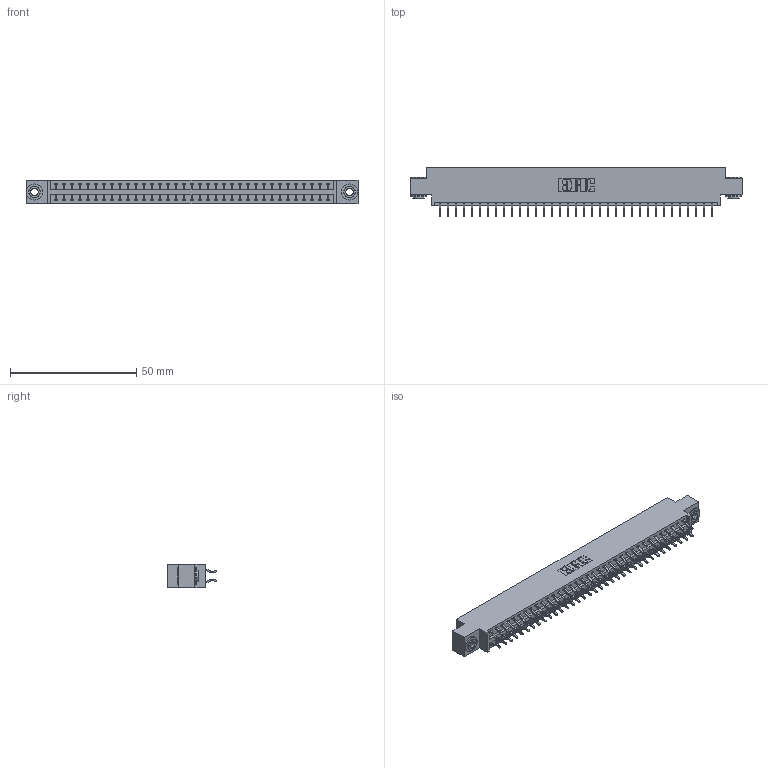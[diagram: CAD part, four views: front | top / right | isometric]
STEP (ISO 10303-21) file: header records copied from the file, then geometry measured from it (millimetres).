
FILE_DESCRIPTION (( 'STEP AP203' ), '1' );
FILE_NAME ('346-070-556-803.STEP', '2022-05-24T22:09:35', ( '' ), ( '' ), 'SwSTEP 2.0', 'SolidWorks 2020', '' );
FILE_SCHEMA (( 'CONFIG_CONTROL_DESIGN' ));
Length unit declared in the file: inch
Products named in the file (4): 346 Part_0.170 Offset - 0.156 Dia-TH; 346-070-556-803; 345-292-001_556 Tail; 345-250-002_345-250-002-102
Assembly tree (73 placements, depth 2):
  346-070-556-803
    346 Part_0.170 Offset - 0.156 Dia-TH
    345-292-001_556 Tail  x70
    345-250-002_345-250-002-102  x2
Bounding box: 131.7 x 19.57 x 9.4 mm (x, y, z)
Volume: 12631.8 mm3; surface area: 17616.6 mm2
Topology: 73 solids, 73 shells, 4238 faces, 12563 edges, 8278 vertices
Faces by surface type: plane 2834, cylinder 1396, cone 8
Entity records: 25202 total; most frequent: CARTESIAN_POINT 4161, ORIENTED_EDGE 4074, DIRECTION 3735, EDGE_CURVE 2037, LINE 1733, VECTOR 1733, VERTEX_POINT 1354, AXIS2_PLACEMENT_3D 1001
